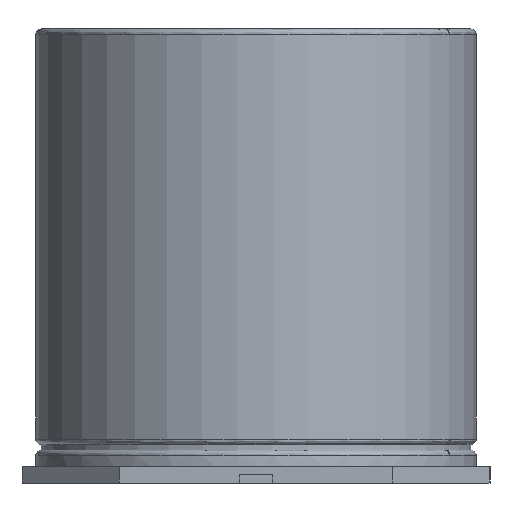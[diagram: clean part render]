
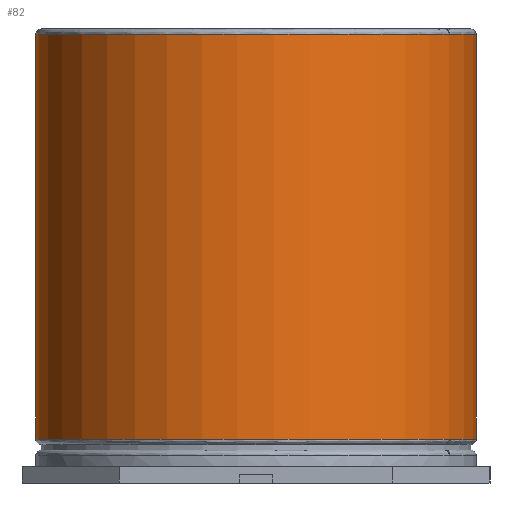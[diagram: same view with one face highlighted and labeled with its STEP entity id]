
A CAD part, front view. The second image highlights one B-rep face of the part: STEP entity #82.
In plain terms, the highlighted cylindrical face has radius 8 mm (diameter 16 mm), a partial arc.
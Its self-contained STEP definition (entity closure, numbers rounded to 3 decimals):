
#19 = DIRECTION ( 'NONE',  ( 0., 0., 1. ) ) ;
#23 = DIRECTION ( 'NONE',  ( 0.878, -0.479, 0. ) ) ;
#29 = ORIENTED_EDGE ( 'NONE', *, *, #80, .F. ) ;
#30 = ORIENTED_EDGE ( 'NONE', *, *, #33, .F. ) ;
#33 = EDGE_CURVE ( 'NONE', #155, #77, #352, .T. ) ;
#77 = VERTEX_POINT ( 'NONE', #613 ) ;
#80 = EDGE_CURVE ( 'NONE', #77, #464, #611, .T. ) ;
#82 = ADVANCED_FACE ( 'NONE', ( #612 ), #604, .T. ) ;
#83 = EDGE_LOOP ( 'NONE', ( #84, #29, #30, #92, #93, #86 ) ) ;
#84 = ORIENTED_EDGE ( 'NONE', *, *, #563, .F. ) ;
#85 = EDGE_CURVE ( 'NONE', #567, #471, #605, .T. ) ;
#86 = ORIENTED_EDGE ( 'NONE', *, *, #470, .T. ) ;
#92 = ORIENTED_EDGE ( 'NONE', *, *, #156, .T. ) ;
#93 = ORIENTED_EDGE ( 'NONE', *, *, #85, .T. ) ;
#155 = VERTEX_POINT ( 'NONE', #889 ) ;
#156 = EDGE_CURVE ( 'NONE', #155, #567, #888, .T. ) ;
#351 = AXIS2_PLACEMENT_3D ( 'NONE', #358, #19, #23 ) ;
#352 = CIRCLE ( 'NONE', #351, 8. ) ;
#358 = CARTESIAN_POINT ( 'NONE',  ( 0., 0., 16.3 ) ) ;
#464 = VERTEX_POINT ( 'NONE', #1181 ) ;
#470 = EDGE_CURVE ( 'NONE', #471, #472, #1177, .T. ) ;
#471 = VERTEX_POINT ( 'NONE', #1100 ) ;
#472 = VERTEX_POINT ( 'NONE', #1099 ) ;
#563 = EDGE_CURVE ( 'NONE', #464, #472, #1233, .T. ) ;
#567 = VERTEX_POINT ( 'NONE', #1224 ) ;
#597 = DIRECTION ( 'NONE',  ( -0.878, 0.479, 0. ) ) ;
#598 = DIRECTION ( 'NONE',  ( 0., 0., 1. ) ) ;
#599 = CARTESIAN_POINT ( 'NONE',  ( 0., 0., 1.6 ) ) ;
#600 = AXIS2_PLACEMENT_3D ( 'NONE', #599, #598, #597 ) ;
#601 = DIRECTION ( 'NONE',  ( -1., 0., 0. ) ) ;
#602 = DIRECTION ( 'NONE',  ( 0., 0., -1. ) ) ;
#603 = AXIS2_PLACEMENT_3D ( 'NONE', #606, #602, #601 ) ;
#604 = CYLINDRICAL_SURFACE ( 'NONE', #603, 8. ) ;
#605 = CIRCLE ( 'NONE', #600, 8. ) ;
#606 = CARTESIAN_POINT ( 'NONE',  ( 0., 0., 16.3 ) ) ;
#607 = DIRECTION ( 'NONE',  ( -0.878, 0.479, 0. ) ) ;
#608 = DIRECTION ( 'NONE',  ( 0., 0., 1. ) ) ;
#609 = CARTESIAN_POINT ( 'NONE',  ( 0., 0., 16.3 ) ) ;
#610 = AXIS2_PLACEMENT_3D ( 'NONE', #609, #608, #607 ) ;
#611 = CIRCLE ( 'NONE', #610, 8. ) ;
#612 = FACE_OUTER_BOUND ( 'NONE', #83, .T. ) ;
#613 = CARTESIAN_POINT ( 'NONE',  ( 7.021, -3.835, 16.3 ) ) ;
#885 = DIRECTION ( 'NONE',  ( 0., 0., -1. ) ) ;
#886 = VECTOR ( 'NONE', #885, 1000. ) ;
#887 = CARTESIAN_POINT ( 'NONE',  ( -8., 0., 16.3 ) ) ;
#888 = LINE ( 'NONE', #887, #886 ) ;
#889 = CARTESIAN_POINT ( 'NONE',  ( -8., 0., 16.3 ) ) ;
#1099 = CARTESIAN_POINT ( 'NONE',  ( 8., 0., 1.6 ) ) ;
#1100 = CARTESIAN_POINT ( 'NONE',  ( 7.021, -3.835, 1.6 ) ) ;
#1117 = CARTESIAN_POINT ( 'NONE',  ( 0., 0., 1.6 ) ) ;
#1174 = DIRECTION ( 'NONE',  ( -0.878, 0.479, 0. ) ) ;
#1175 = DIRECTION ( 'NONE',  ( 0., 0., 1. ) ) ;
#1176 = AXIS2_PLACEMENT_3D ( 'NONE', #1117, #1175, #1174 ) ;
#1177 = CIRCLE ( 'NONE', #1176, 8. ) ;
#1181 = CARTESIAN_POINT ( 'NONE',  ( 8., 0., 16.3 ) ) ;
#1224 = CARTESIAN_POINT ( 'NONE',  ( -8., 0., 1.6 ) ) ;
#1230 = DIRECTION ( 'NONE',  ( 0., 0., -1. ) ) ;
#1231 = VECTOR ( 'NONE', #1230, 1000. ) ;
#1232 = CARTESIAN_POINT ( 'NONE',  ( 8., 0., 16.3 ) ) ;
#1233 = LINE ( 'NONE', #1232, #1231 ) ;
